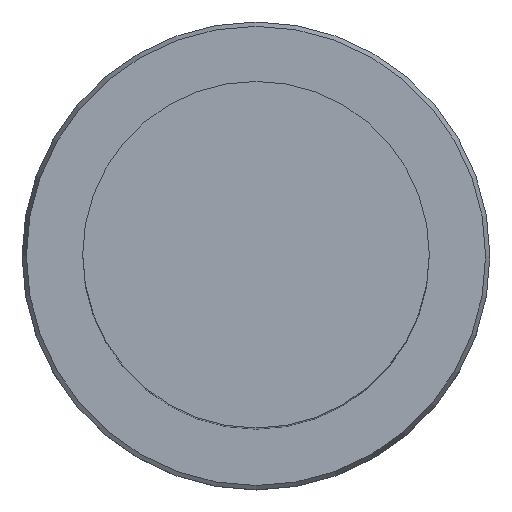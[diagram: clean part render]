
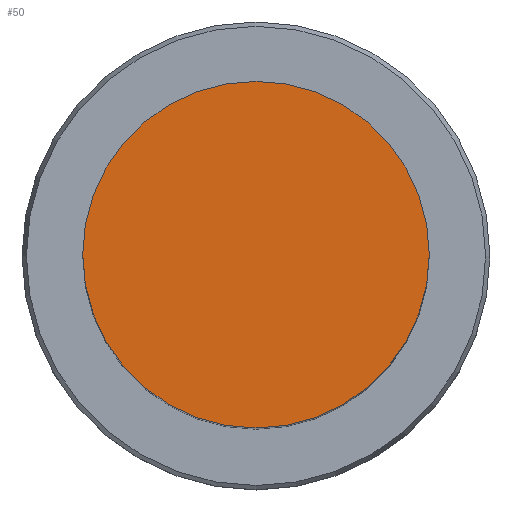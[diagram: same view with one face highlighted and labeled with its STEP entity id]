
A CAD part, top view. The second image highlights one B-rep face of the part: STEP entity #50.
In plain terms, the highlighted planar face has unit normal (0, 0, 1).
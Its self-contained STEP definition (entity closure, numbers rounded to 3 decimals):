
#40=EDGE_CURVE('Unnamed[1]',#97,#97,#98,.T.);
#50=ADVANCED_FACE('Unnamed[1]',(#112),#113,.T.);
#97=VERTEX_POINT('',#166);
#98=CIRCLE('',#167,20.);
#112=FACE_OUTER_BOUND('',#185,.T.);
#113=PLANE('',#186);
#166=CARTESIAN_POINT('',(0.,20.,153.5));
#167=AXIS2_PLACEMENT_3D('',#242,#243,#244);
#185=EDGE_LOOP('',(#258));
#186=AXIS2_PLACEMENT_3D('',#259,#260,#261);
#242=CARTESIAN_POINT('',(0.,0.,153.5));
#243=DIRECTION('',(0.,0.,-1.0));
#244=DIRECTION('',(0.,1.0,0.));
#258=ORIENTED_EDGE('',*,*,#40,.F.);
#259=CARTESIAN_POINT('',(0.,10.,153.5));
#260=DIRECTION('',(0.,0.,1.0));
#261=DIRECTION('',(0.,-1.0,0.));
